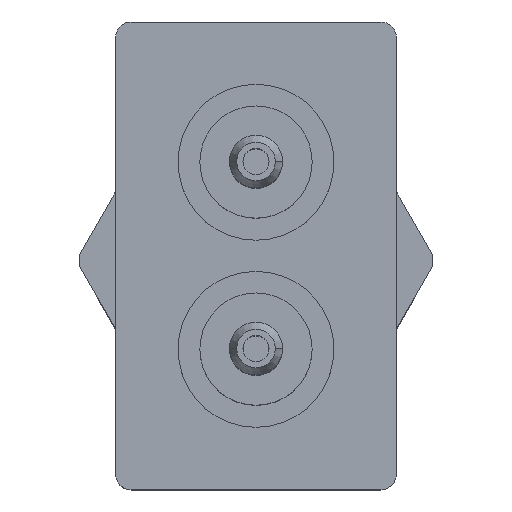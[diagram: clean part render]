
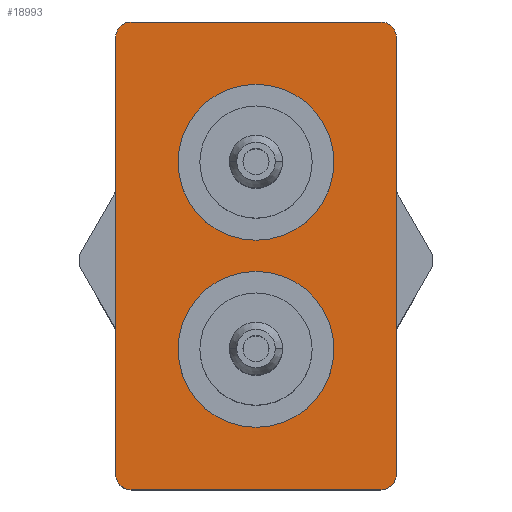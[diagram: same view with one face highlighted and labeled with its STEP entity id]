
A CAD part, top view. The second image highlights one B-rep face of the part: STEP entity #18993.
In plain terms, the highlighted planar face has unit normal (0, 0, 1).
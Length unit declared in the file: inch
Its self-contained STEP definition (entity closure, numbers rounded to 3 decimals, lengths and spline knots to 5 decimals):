
#11423=DIRECTION('',(0.,-1.,0.));
#11424=VECTOR('',#11423,0.7);
#11425=CARTESIAN_POINT('',(-0.225,0.725,0.));
#11426=LINE('',#11425,#11424);
#12015=CARTESIAN_POINT('',(0.,0.525,0.));
#12016=DIRECTION('',(0.,0.,-1.));
#12017=DIRECTION('',(-1.,0.,0.));
#12018=AXIS2_PLACEMENT_3D('',#12015,#12016,#12017);
#12020=CARTESIAN_POINT('',(0.,0.525,0.));
#12021=DIRECTION('',(0.,0.,-1.));
#12022=DIRECTION('',(1.,0.,0.));
#12023=AXIS2_PLACEMENT_3D('',#12020,#12021,#12022);
#12025=CARTESIAN_POINT('',(0.,0.225,0.));
#12026=DIRECTION('',(0.,0.,-1.));
#12027=DIRECTION('',(1.,0.,0.));
#12028=AXIS2_PLACEMENT_3D('',#12025,#12026,#12027);
#12030=CARTESIAN_POINT('',(0.,0.225,0.));
#12031=DIRECTION('',(0.,0.,-1.));
#12032=DIRECTION('',(-1.,0.,0.));
#12033=AXIS2_PLACEMENT_3D('',#12030,#12031,#12032);
#12035=CARTESIAN_POINT('',(0.2,0.725,0.));
#12036=DIRECTION('',(0.,0.,1.));
#12037=DIRECTION('',(1.,0.,0.));
#12038=AXIS2_PLACEMENT_3D('',#12035,#12036,#12037);
#12040=CARTESIAN_POINT('',(0.2,0.025,0.));
#12041=DIRECTION('',(0.,0.,1.));
#12042=DIRECTION('',(0.,-1.,0.));
#12043=AXIS2_PLACEMENT_3D('',#12040,#12041,#12042);
#12045=CARTESIAN_POINT('',(-0.2,0.025,0.));
#12046=DIRECTION('',(0.,0.,1.));
#12047=DIRECTION('',(-1.,0.,0.));
#12048=AXIS2_PLACEMENT_3D('',#12045,#12046,#12047);
#12050=CARTESIAN_POINT('',(-0.2,0.725,0.));
#12051=DIRECTION('',(0.,0.,1.));
#12052=DIRECTION('',(0.,1.,0.));
#12053=AXIS2_PLACEMENT_3D('',#12050,#12051,#12052);
#12055=DIRECTION('',(1.,0.,0.));
#12056=VECTOR('',#12055,0.4);
#12057=CARTESIAN_POINT('',(-0.2,0.75,0.));
#12058=LINE('',#12057,#12056);
#12270=DIRECTION('',(1.,0.,0.));
#12271=VECTOR('',#12270,0.4);
#12272=CARTESIAN_POINT('',(-0.2,0.,0.));
#12273=LINE('',#12272,#12271);
#12314=DIRECTION('',(0.,-1.,0.));
#12315=VECTOR('',#12314,0.7);
#12316=CARTESIAN_POINT('',(0.225,0.725,0.));
#12317=LINE('',#12316,#12315);
#16933=CARTESIAN_POINT('',(-0.101,0.525,0.));
#16934=CARTESIAN_POINT('',(0.101,0.525,0.));
#16935=VERTEX_POINT('',#16933);
#16936=VERTEX_POINT('',#16934);
#16941=CARTESIAN_POINT('',(0.101,0.225,0.));
#16942=CARTESIAN_POINT('',(-0.101,0.225,0.));
#16943=VERTEX_POINT('',#16941);
#16944=VERTEX_POINT('',#16942);
#16975=CARTESIAN_POINT('',(0.225,0.725,0.));
#16976=CARTESIAN_POINT('',(0.2,0.75,0.));
#16977=VERTEX_POINT('',#16975);
#16978=VERTEX_POINT('',#16976);
#16984=CARTESIAN_POINT('',(-0.2,0.75,0.));
#16985=VERTEX_POINT('',#16984);
#16986=CARTESIAN_POINT('',(-0.225,0.725,0.));
#16987=VERTEX_POINT('',#16986);
#16988=CARTESIAN_POINT('',(-0.225,0.025,0.));
#16989=CARTESIAN_POINT('',(-0.2,0.,0.));
#16990=VERTEX_POINT('',#16988);
#16991=VERTEX_POINT('',#16989);
#16997=CARTESIAN_POINT('',(0.2,0.,0.));
#16998=VERTEX_POINT('',#16997);
#16999=CARTESIAN_POINT('',(0.225,0.025,0.));
#17000=VERTEX_POINT('',#16999);
#18961=CARTESIAN_POINT('',(-0.225,0.75,0.));
#18962=DIRECTION('',(0.,0.,1.));
#18963=DIRECTION('',(0.,-1.,0.));
#18964=AXIS2_PLACEMENT_3D('',#18961,#18962,#18963);
#18965=PLANE('',#18964);
#18966=ORIENTED_EDGE('',*,*,#18951,.F.);
#18968=ORIENTED_EDGE('',*,*,#18967,.T.);
#18970=ORIENTED_EDGE('',*,*,#18969,.F.);
#18972=ORIENTED_EDGE('',*,*,#18971,.F.);
#18974=ORIENTED_EDGE('',*,*,#18973,.F.);
#18975=ORIENTED_EDGE('',*,*,#18626,.F.);
#18976=ORIENTED_EDGE('',*,*,#18922,.F.);
#18978=ORIENTED_EDGE('',*,*,#18977,.T.);
#18979=EDGE_LOOP('',(#18966,#18968,#18970,#18972,#18974,#18975,#18976,#18978));
#18980=FACE_OUTER_BOUND('',#18979,.F.);
#18982=ORIENTED_EDGE('',*,*,#18981,.F.);
#18984=ORIENTED_EDGE('',*,*,#18983,.F.);
#18985=EDGE_LOOP('',(#18982,#18984));
#18986=FACE_BOUND('',#18985,.F.);
#18988=ORIENTED_EDGE('',*,*,#18987,.F.);
#18990=ORIENTED_EDGE('',*,*,#18989,.F.);
#18991=EDGE_LOOP('',(#18988,#18990));
#18992=FACE_BOUND('',#18991,.F.);
#18993=ADVANCED_FACE('',(#18980,#18986,#18992),#18965,.T.);
#12019=CIRCLE('',#12018,0.101);
#12024=CIRCLE('',#12023,0.101);
#12029=CIRCLE('',#12028,0.101);
#12034=CIRCLE('',#12033,0.101);
#12039=CIRCLE('',#12038,0.025);
#12044=CIRCLE('',#12043,0.025);
#12049=CIRCLE('',#12048,0.025);
#12054=CIRCLE('',#12053,0.025);
#18626=EDGE_CURVE('',#16987,#16990,#11426,.T.);
#18922=EDGE_CURVE('',#16985,#16987,#12054,.T.);
#18951=EDGE_CURVE('',#16977,#16978,#12039,.T.);
#18967=EDGE_CURVE('',#16977,#17000,#12317,.T.);
#18969=EDGE_CURVE('',#16998,#17000,#12044,.T.);
#18971=EDGE_CURVE('',#16991,#16998,#12273,.T.);
#18973=EDGE_CURVE('',#16990,#16991,#12049,.T.);
#18977=EDGE_CURVE('',#16985,#16978,#12058,.T.);
#18981=EDGE_CURVE('',#16943,#16944,#12029,.T.);
#18983=EDGE_CURVE('',#16944,#16943,#12034,.T.);
#18987=EDGE_CURVE('',#16935,#16936,#12019,.T.);
#18989=EDGE_CURVE('',#16936,#16935,#12024,.T.);
